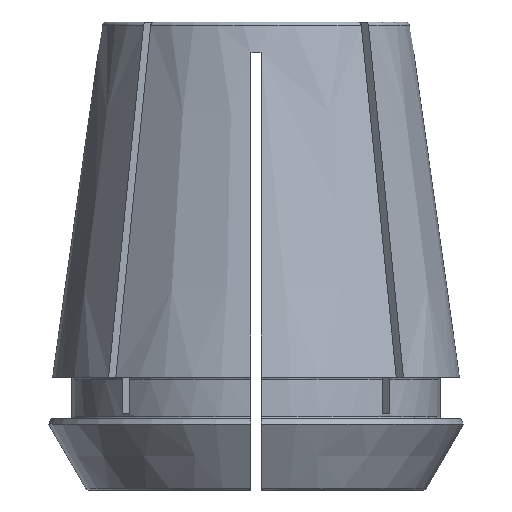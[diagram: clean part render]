
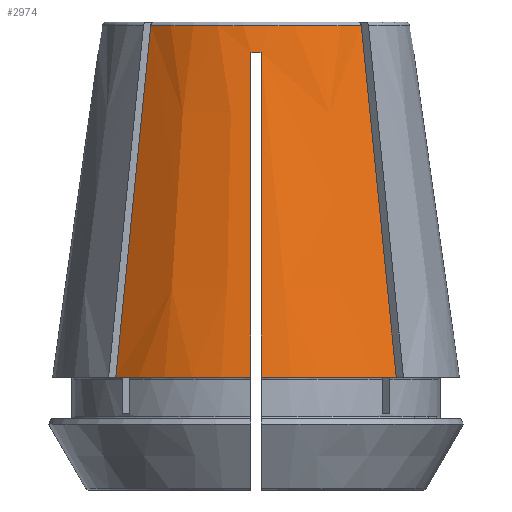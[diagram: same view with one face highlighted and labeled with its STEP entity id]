
A CAD part, left-side view. The second image highlights one B-rep face of the part: STEP entity #2974.
In plain terms, the highlighted conical face has half-angle 8 degrees and reference radius 15.095 mm.
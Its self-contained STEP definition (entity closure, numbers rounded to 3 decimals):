
#51=CONICAL_SURFACE('',#3221,15.095,0.14);
#136=CIRCLE('',#3137,15.517);
#186=CIRCLE('',#3222,15.144);
#187=CIRCLE('',#3223,20.);
#188=CIRCLE('',#3224,20.);
#1037=ORIENTED_EDGE('',*,*,#1932,.F.);
#1038=ORIENTED_EDGE('',*,*,#1933,.T.);
#1039=ORIENTED_EDGE('',*,*,#1934,.T.);
#1040=ORIENTED_EDGE('',*,*,#1792,.F.);
#1041=ORIENTED_EDGE('',*,*,#1789,.F.);
#1042=ORIENTED_EDGE('',*,*,#1831,.T.);
#1043=ORIENTED_EDGE('',*,*,#1935,.T.);
#1044=ORIENTED_EDGE('',*,*,#1936,.F.);
#1789=EDGE_CURVE('',#2260,#2261,#136,.T.);
#1792=EDGE_CURVE('',#2261,#2263,#2465,.T.);
#1831=EDGE_CURVE('',#2260,#2300,#2482,.T.);
#1932=EDGE_CURVE('',#2358,#2359,#186,.T.);
#1933=EDGE_CURVE('',#2358,#2360,#2507,.T.);
#1934=EDGE_CURVE('',#2360,#2263,#187,.T.);
#1935=EDGE_CURVE('',#2300,#2361,#188,.T.);
#1936=EDGE_CURVE('',#2359,#2361,#2508,.T.);
#2260=VERTEX_POINT('',#4844);
#2261=VERTEX_POINT('',#4846);
#2263=VERTEX_POINT('',#4861);
#2300=VERTEX_POINT('',#4987);
#2358=VERTEX_POINT('',#5274);
#2359=VERTEX_POINT('',#5275);
#2360=VERTEX_POINT('',#5283);
#2361=VERTEX_POINT('',#5286);
#2465=B_SPLINE_CURVE_WITH_KNOTS('',3,(#4851,#4852,#4853,#4854,#4855,#4856,
#4857,#4858,#4859,#4860),.UNSPECIFIED.,.F.,.F.,(4,3,3,4),(0.024,
0.028,0.056,0.057),.UNSPECIFIED.);
#2482=B_SPLINE_CURVE_WITH_KNOTS('',3,(#4988,#4989,#4990,#4991,#4992,#4993,
#4994,#4995,#4996,#4997),.UNSPECIFIED.,.F.,.F.,(4,3,3,4),(0.024,
0.028,0.056,0.057),.UNSPECIFIED.);
#2507=B_SPLINE_CURVE_WITH_KNOTS('',3,(#5276,#5277,#5278,#5279,#5280,#5281,
#5282),.UNSPECIFIED.,.F.,.F.,(4,3,4),(0.,0.027,
0.035),.UNSPECIFIED.);
#2508=B_SPLINE_CURVE_WITH_KNOTS('',3,(#5287,#5288,#5289,#5290,#5291,#5292,
#5293),.UNSPECIFIED.,.F.,.F.,(4,3,4),(0.,0.027,
0.035),.UNSPECIFIED.);
#2586=EDGE_LOOP('',(#1037,#1038,#1039,#1040,#1041,#1042,#1043,#1044));
#2746=FACE_BOUND('',#2586,.T.);
#2974=ADVANCED_FACE('',(#2746),#51,.T.);
#3137=AXIS2_PLACEMENT_3D('',#4845,#3607,#3608);
#3221=AXIS2_PLACEMENT_3D('',#5272,#3826,#3827);
#3222=AXIS2_PLACEMENT_3D('',#5273,#3828,#3829);
#3223=AXIS2_PLACEMENT_3D('',#5284,#3830,#3831);
#3224=AXIS2_PLACEMENT_3D('',#5285,#3832,#3833);
#3607=DIRECTION('',(0.,0.,-1.));
#3608=DIRECTION('',(-1.,0.,0.));
#3826=DIRECTION('',(0.,0.,-1.));
#3827=DIRECTION('',(-1.,0.,0.));
#3828=DIRECTION('',(0.,0.,1.));
#3829=DIRECTION('',(1.,0.,0.));
#3830=DIRECTION('',(0.,0.,1.));
#3831=DIRECTION('',(1.,0.,0.));
#3832=DIRECTION('',(0.,0.,1.));
#3833=DIRECTION('',(1.,0.,0.));
#4844=CARTESIAN_POINT('',(-15.509,-0.5,36.));
#4845=CARTESIAN_POINT('',(0.,0.,36.));
#4846=CARTESIAN_POINT('',(-15.509,0.5,36.));
#4851=CARTESIAN_POINT('',(-15.509,0.5,36.));
#4852=CARTESIAN_POINT('',(-15.689,0.5,34.72));
#4853=CARTESIAN_POINT('',(-15.869,0.5,33.44));
#4854=CARTESIAN_POINT('',(-16.049,0.5,32.16));
#4855=CARTESIAN_POINT('',(-17.357,0.5,22.855));
#4856=CARTESIAN_POINT('',(-18.665,0.5,13.55));
#4857=CARTESIAN_POINT('',(-19.973,0.5,4.245));
#4858=CARTESIAN_POINT('',(-19.98,0.5,4.197));
#4859=CARTESIAN_POINT('',(-19.987,0.5,4.148));
#4860=CARTESIAN_POINT('',(-19.994,0.5,4.1));
#4861=CARTESIAN_POINT('',(-19.994,0.5,4.1));
#4987=CARTESIAN_POINT('',(-19.994,-0.5,4.1));
#4988=CARTESIAN_POINT('',(-15.509,-0.5,36.));
#4989=CARTESIAN_POINT('',(-15.689,-0.5,34.72));
#4990=CARTESIAN_POINT('',(-15.869,-0.5,33.44));
#4991=CARTESIAN_POINT('',(-16.049,-0.5,32.16));
#4992=CARTESIAN_POINT('',(-17.357,-0.5,22.855));
#4993=CARTESIAN_POINT('',(-18.665,-0.5,13.55));
#4994=CARTESIAN_POINT('',(-19.973,-0.5,4.245));
#4995=CARTESIAN_POINT('',(-19.98,-0.5,4.197));
#4996=CARTESIAN_POINT('',(-19.987,-0.5,4.148));
#4997=CARTESIAN_POINT('',(-19.994,-0.5,4.1));
#5272=CARTESIAN_POINT('',(0.,0.,39.));
#5273=CARTESIAN_POINT('',(0.,0.,38.656));
#5274=CARTESIAN_POINT('',(-11.056,10.349,38.656));
#5275=CARTESIAN_POINT('',(-11.056,-10.349,38.656));
#5276=CARTESIAN_POINT('',(-11.056,10.349,38.656));
#5277=CARTESIAN_POINT('',(-11.928,11.221,29.88));
#5278=CARTESIAN_POINT('',(-12.801,12.094,21.104));
#5279=CARTESIAN_POINT('',(-13.673,12.966,12.328));
#5280=CARTESIAN_POINT('',(-13.946,13.239,9.585));
#5281=CARTESIAN_POINT('',(-14.219,13.512,6.843));
#5282=CARTESIAN_POINT('',(-14.491,13.784,4.1));
#5283=CARTESIAN_POINT('',(-14.491,13.784,4.1));
#5284=CARTESIAN_POINT('',(0.,0.,4.1));
#5285=CARTESIAN_POINT('',(0.,0.,4.1));
#5286=CARTESIAN_POINT('',(-14.491,-13.784,4.1));
#5287=CARTESIAN_POINT('',(-11.056,-10.349,38.656));
#5288=CARTESIAN_POINT('',(-11.928,-11.221,29.88));
#5289=CARTESIAN_POINT('',(-12.801,-12.094,21.104));
#5290=CARTESIAN_POINT('',(-13.673,-12.966,12.328));
#5291=CARTESIAN_POINT('',(-13.946,-13.239,9.585));
#5292=CARTESIAN_POINT('',(-14.219,-13.512,6.843));
#5293=CARTESIAN_POINT('',(-14.491,-13.784,4.1));
